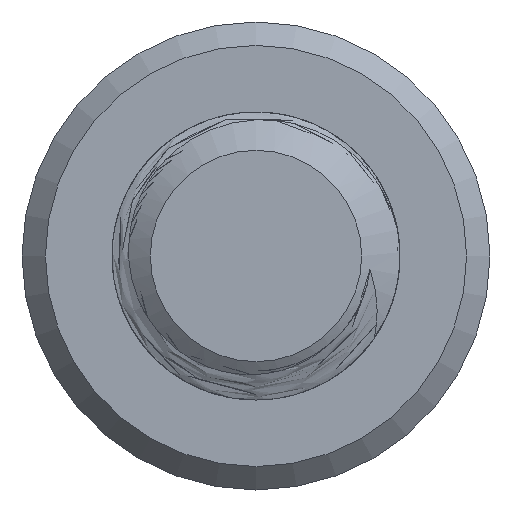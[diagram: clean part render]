
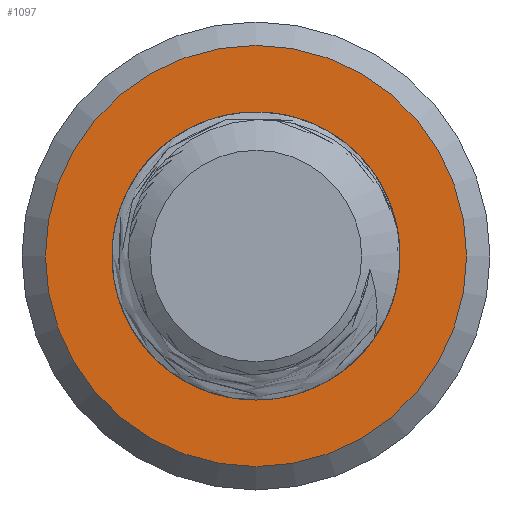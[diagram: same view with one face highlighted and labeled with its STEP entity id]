
A CAD part, left-side view. The second image highlights one B-rep face of the part: STEP entity #1097.
In plain terms, the highlighted face is planar.
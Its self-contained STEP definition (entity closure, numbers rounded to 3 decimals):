
#20=FACE_BOUND('',#165,.T.);
#23=PLANE('',#1190);
#99=FACE_OUTER_BOUND('',#164,.T.);
#164=EDGE_LOOP('',(#958));
#165=EDGE_LOOP('',(#959,#960,#961,#962));
#178=CIRCLE('',#1126,4.);
#182=CIRCLE('',#1170,5.85);
#188=CIRCLE('',#1181,3.188);
#281=B_SPLINE_CURVE_WITH_KNOTS('',3,(#5090,#5091,#5092,#5093,#5094,#5095,
#5096,#5097,#5098,#5099,#5100,#5101,#5102,#5103,#5104,#5105,#5106,#5107),
 .UNSPECIFIED.,.F.,.F.,(4,2,2,2,2,2,2,2,4),(0.,0.084,0.164,
0.288,0.453,0.661,0.861,
0.924,0.968),.UNSPECIFIED.);
#282=B_SPLINE_CURVE_WITH_KNOTS('',3,(#5662,#5663,#5664,#5665,#5666,#5667,
#5668,#5669,#5670,#5671,#5672,#5673,#5674,#5675,#5676,#5677,#5678,#5679),
 .UNSPECIFIED.,.F.,.F.,(4,2,2,2,2,2,2,2,4),(0.,0.113,0.216,
0.359,0.416,0.507,0.604,
0.684,0.795),.UNSPECIFIED.);
#397=VERTEX_POINT('',#1428);
#398=VERTEX_POINT('',#1441);
#481=VERTEX_POINT('',#4423);
#490=VERTEX_POINT('',#4492);
#491=VERTEX_POINT('',#4505);
#504=EDGE_CURVE('',#397,#398,#178,.T.);
#627=EDGE_CURVE('',#481,#481,#182,.T.);
#641=EDGE_CURVE('',#491,#490,#188,.T.);
#645=EDGE_CURVE('',#490,#398,#281,.T.);
#646=EDGE_CURVE('',#397,#491,#282,.T.);
#958=ORIENTED_EDGE('',*,*,#627,.T.);
#959=ORIENTED_EDGE('',*,*,#504,.F.);
#960=ORIENTED_EDGE('',*,*,#646,.T.);
#961=ORIENTED_EDGE('',*,*,#641,.T.);
#962=ORIENTED_EDGE('',*,*,#645,.T.);
#1097=ADVANCED_FACE('',(#99,#20),#23,.F.);
#1126=AXIS2_PLACEMENT_3D('',#1442,#1211,#1212);
#1170=AXIS2_PLACEMENT_3D('',#4425,#1339,#1340);
#1181=AXIS2_PLACEMENT_3D('',#4506,#1364,#1365);
#1190=AXIS2_PLACEMENT_3D('',#5691,#1382,#1383);
#1211=DIRECTION('center_axis',(0.,0.,1.));
#1212=DIRECTION('ref_axis',(1.,0.,0.));
#1339=DIRECTION('center_axis',(0.,0.,1.));
#1340=DIRECTION('ref_axis',(-1.,0.,0.));
#1364=DIRECTION('center_axis',(0.,0.,-1.));
#1365=DIRECTION('ref_axis',(1.,0.,0.));
#1382=DIRECTION('center_axis',(0.,0.,-1.));
#1383=DIRECTION('ref_axis',(-1.,0.,0.));
#1428=CARTESIAN_POINT('',(0.,4.,-25.));
#1441=CARTESIAN_POINT('',(-2.803,2.854,-25.));
#1442=CARTESIAN_POINT('Origin',(0.,0.,-25.));
#4423=CARTESIAN_POINT('',(5.85,0.,-25.));
#4425=CARTESIAN_POINT('Origin',(0.,0.,-25.));
#4492=CARTESIAN_POINT('',(0.,-3.188,-25.));
#4505=CARTESIAN_POINT('',(2.234,-2.275,-25.));
#4506=CARTESIAN_POINT('Origin',(0.,0.,-25.));
#5090=CARTESIAN_POINT('Ctrl Pts',(0.,-3.188,
-25.));
#5091=CARTESIAN_POINT('Ctrl Pts',(-0.277,-3.215,-25.));
#5092=CARTESIAN_POINT('Ctrl Pts',(-0.557,-3.208,
-25.));
#5093=CARTESIAN_POINT('Ctrl Pts',(-1.096,-3.126,-25.));
#5094=CARTESIAN_POINT('Ctrl Pts',(-1.354,-3.054,-25.));
#5095=CARTESIAN_POINT('Ctrl Pts',(-1.983,-2.796,-25.));
#5096=CARTESIAN_POINT('Ctrl Pts',(-2.333,-2.57,-25.));
#5097=CARTESIAN_POINT('Ctrl Pts',(-3.032,-1.907,-25.));
#5098=CARTESIAN_POINT('Ctrl Pts',(-3.278,-1.487,-25.));
#5099=CARTESIAN_POINT('Ctrl Pts',(-3.621,-0.71,
-25.));
#5100=CARTESIAN_POINT('Ctrl Pts',(-3.728,-0.243,
-25.));
#5101=CARTESIAN_POINT('Ctrl Pts',(-3.76,0.687,-25.));
#5102=CARTESIAN_POINT('Ctrl Pts',(-3.691,1.142,-25.));
#5103=CARTESIAN_POINT('Ctrl Pts',(-3.496,1.708,-25.));
#5104=CARTESIAN_POINT('Ctrl Pts',(-3.4,1.959,-25.));
#5105=CARTESIAN_POINT('Ctrl Pts',(-3.102,2.471,-25.));
#5106=CARTESIAN_POINT('Ctrl Pts',(-2.961,2.669,-25.));
#5107=CARTESIAN_POINT('Ctrl Pts',(-2.803,2.854,-25.));
#5662=CARTESIAN_POINT('Ctrl Pts',(0.,4.,
-25.));
#5663=CARTESIAN_POINT('Ctrl Pts',(0.376,3.971,-25.));
#5664=CARTESIAN_POINT('Ctrl Pts',(0.745,3.886,-25.));
#5665=CARTESIAN_POINT('Ctrl Pts',(1.415,3.623,-25.));
#5666=CARTESIAN_POINT('Ctrl Pts',(1.716,3.455,-25.));
#5667=CARTESIAN_POINT('Ctrl Pts',(2.372,2.962,-25.));
#5668=CARTESIAN_POINT('Ctrl Pts',(2.697,2.606,-25.));
#5669=CARTESIAN_POINT('Ctrl Pts',(3.046,2.037,-25.));
#5670=CARTESIAN_POINT('Ctrl Pts',(3.157,1.83,-25.));
#5671=CARTESIAN_POINT('Ctrl Pts',(3.399,1.198,-25.));
#5672=CARTESIAN_POINT('Ctrl Pts',(3.476,0.786,-25.));
#5673=CARTESIAN_POINT('Ctrl Pts',(3.479,-0.072,-25.));
#5674=CARTESIAN_POINT('Ctrl Pts',(3.396,-0.509,-25.));
#5675=CARTESIAN_POINT('Ctrl Pts',(3.095,-1.261,-25.));
#5676=CARTESIAN_POINT('Ctrl Pts',(2.932,-1.513,-25.));
#5677=CARTESIAN_POINT('Ctrl Pts',(2.648,-1.9,-25.));
#5678=CARTESIAN_POINT('Ctrl Pts',(2.453,-2.102,-25.));
#5679=CARTESIAN_POINT('Ctrl Pts',(2.234,-2.275,-25.));
#5691=CARTESIAN_POINT('Origin',(0.,0.,-25.));
